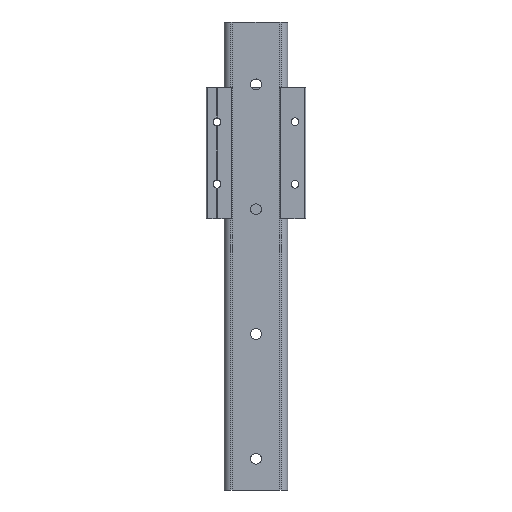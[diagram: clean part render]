
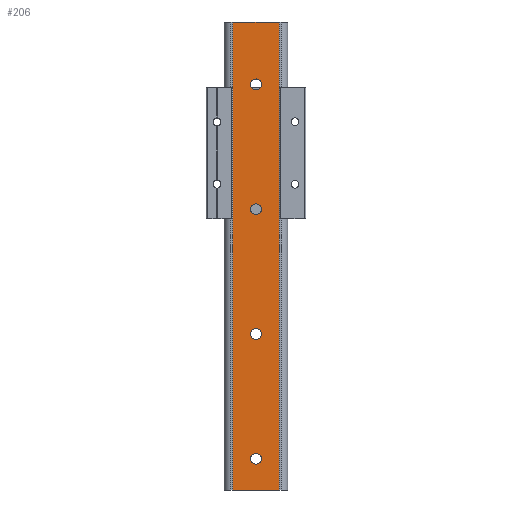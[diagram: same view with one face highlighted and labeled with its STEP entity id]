
A CAD part, front view. The second image highlights one B-rep face of the part: STEP entity #206.
In plain terms, the highlighted planar face has unit normal (0, -1, 0).
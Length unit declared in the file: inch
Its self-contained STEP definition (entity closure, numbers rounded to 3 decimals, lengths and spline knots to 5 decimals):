
#1 = CIRCLE ( 'NONE', #1521, 0.0689 ) ;
#45 = VERTEX_POINT ( 'NONE', #3354 ) ;
#152 = CARTESIAN_POINT ( 'NONE',  ( -0.29079, 0., -5.9055 ) ) ;
#206 = ADVANCED_FACE ( 'NONE', ( #3744, #7137, #7177, #5467, #4195 ), #1831, .T. ) ;
#222 = VECTOR ( 'NONE', #1793, 39.37008 ) ;
#288 = EDGE_CURVE ( 'NONE', #6830, #45, #6319, .T. ) ;
#384 = EDGE_CURVE ( 'NONE', #4985, #3775, #1, .T. ) ;
#424 = DIRECTION ( 'NONE',  ( 0., 0., 1. ) ) ;
#443 = CARTESIAN_POINT ( 'NONE',  ( 0., 0., -3.93701 ) ) ;
#460 = CIRCLE ( 'NONE', #5570, 0.0689 ) ;
#482 = DIRECTION ( 'NONE',  ( 0., 0., 1. ) ) ;
#492 = CARTESIAN_POINT ( 'NONE',  ( 0., 0., -2.36221 ) ) ;
#512 = VECTOR ( 'NONE', #424, 39.37008 ) ;
#613 = VERTEX_POINT ( 'NONE', #6309 ) ;
#630 = EDGE_CURVE ( 'NONE', #3775, #4985, #3650, .T. ) ;
#712 = CARTESIAN_POINT ( 'NONE',  ( 0., 0., -3.86811 ) ) ;
#765 = EDGE_CURVE ( 'NONE', #1472, #7118, #5494, .T. ) ;
#792 = CIRCLE ( 'NONE', #1806, 0.0689 ) ;
#833 = EDGE_CURVE ( 'NONE', #2339, #6096, #4015, .T. ) ;
#917 = DIRECTION ( 'NONE',  ( 0., 1., 0. ) ) ;
#1066 = ORIENTED_EDGE ( 'NONE', *, *, #384, .T. ) ;
#1139 = CARTESIAN_POINT ( 'NONE',  ( 0., 0., -0.7874 ) ) ;
#1283 = AXIS2_PLACEMENT_3D ( 'NONE', #152, #2567, #7258 ) ;
#1472 = VERTEX_POINT ( 'NONE', #6356 ) ;
#1474 = CARTESIAN_POINT ( 'NONE',  ( 0., 0., -5.44291 ) ) ;
#1491 = EDGE_LOOP ( 'NONE', ( #5670, #1066 ) ) ;
#1521 = AXIS2_PLACEMENT_3D ( 'NONE', #6912, #1746, #7617 ) ;
#1590 = EDGE_CURVE ( 'NONE', #45, #6096, #4873, .T. ) ;
#1687 = VECTOR ( 'NONE', #6074, 39.37008 ) ;
#1746 = DIRECTION ( 'NONE',  ( 0., 1., 0. ) ) ;
#1786 = DIRECTION ( 'NONE',  ( 0., 0., 1. ) ) ;
#1793 = DIRECTION ( 'NONE',  ( 1., 0., 0. ) ) ;
#1806 = AXIS2_PLACEMENT_3D ( 'NONE', #5486, #6180, #7239 ) ;
#1831 = PLANE ( 'NONE',  #1283 ) ;
#1883 = ORIENTED_EDGE ( 'NONE', *, *, #1590, .F. ) ;
#1899 = DIRECTION ( 'NONE',  ( 0., 0., 1. ) ) ;
#2339 = VERTEX_POINT ( 'NONE', #5187 ) ;
#2475 = CIRCLE ( 'NONE', #7188, 0.0689 ) ;
#2567 = DIRECTION ( 'NONE',  ( 0., -1., 0. ) ) ;
#2727 = CARTESIAN_POINT ( 'NONE',  ( -0.29079, 0., -5.9055 ) ) ;
#2760 = AXIS2_PLACEMENT_3D ( 'NONE', #7694, #3771, #1899 ) ;
#2792 = EDGE_CURVE ( 'NONE', #6448, #6628, #792, .T. ) ;
#3032 = DIRECTION ( 'NONE',  ( 0., 1., 0. ) ) ;
#3158 = AXIS2_PLACEMENT_3D ( 'NONE', #492, #5250, #7610 ) ;
#3354 = CARTESIAN_POINT ( 'NONE',  ( -0.29079, 0., 0. ) ) ;
#3527 = CARTESIAN_POINT ( 'NONE',  ( 0., 0., -2.4311 ) ) ;
#3650 = CIRCLE ( 'NONE', #3158, 0.0689 ) ;
#3733 = CARTESIAN_POINT ( 'NONE',  ( -0.29079, 0., 0. ) ) ;
#3734 = EDGE_CURVE ( 'NONE', #613, #6710, #6483, .T. ) ;
#3744 = FACE_BOUND ( 'NONE', #5373, .T. ) ;
#3760 = ORIENTED_EDGE ( 'NONE', *, *, #833, .T. ) ;
#3771 = DIRECTION ( 'NONE',  ( 0., 1., 0. ) ) ;
#3775 = VERTEX_POINT ( 'NONE', #7291 ) ;
#3782 = AXIS2_PLACEMENT_3D ( 'NONE', #6332, #917, #5659 ) ;
#3802 = CARTESIAN_POINT ( 'NONE',  ( 0., 0., -0.7185 ) ) ;
#3856 = ORIENTED_EDGE ( 'NONE', *, *, #6276, .T. ) ;
#4015 = LINE ( 'NONE', #5887, #5005 ) ;
#4061 = DIRECTION ( 'NONE',  ( 0., 1., 0. ) ) ;
#4195 = FACE_OUTER_BOUND ( 'NONE', #4257, .T. ) ;
#4257 = EDGE_LOOP ( 'NONE', ( #1883, #7337, #3856, #3760 ) ) ;
#4511 = DIRECTION ( 'NONE',  ( 0., 1., 0. ) ) ;
#4539 = ORIENTED_EDGE ( 'NONE', *, *, #7158, .T. ) ;
#4672 = EDGE_CURVE ( 'NONE', #6710, #613, #6026, .T. ) ;
#4873 = LINE ( 'NONE', #3733, #1687 ) ;
#4891 = LINE ( 'NONE', #6048, #222 ) ;
#4920 = ORIENTED_EDGE ( 'NONE', *, *, #6178, .T. ) ;
#4985 = VERTEX_POINT ( 'NONE', #3527 ) ;
#5005 = VECTOR ( 'NONE', #1786, 39.37008 ) ;
#5187 = CARTESIAN_POINT ( 'NONE',  ( 0.29079, 0., -5.9055 ) ) ;
#5216 = CARTESIAN_POINT ( 'NONE',  ( 0., 0., -4.00591 ) ) ;
#5250 = DIRECTION ( 'NONE',  ( 0., 1., 0. ) ) ;
#5373 = EDGE_LOOP ( 'NONE', ( #4539, #7459 ) ) ;
#5467 = FACE_BOUND ( 'NONE', #7381, .T. ) ;
#5486 = CARTESIAN_POINT ( 'NONE',  ( 0., 0., -3.93701 ) ) ;
#5494 = CIRCLE ( 'NONE', #3782, 0.0689 ) ;
#5570 = AXIS2_PLACEMENT_3D ( 'NONE', #5588, #4511, #7371 ) ;
#5588 = CARTESIAN_POINT ( 'NONE',  ( 0., 0., -5.51181 ) ) ;
#5659 = DIRECTION ( 'NONE',  ( 0., 0., 1. ) ) ;
#5670 = ORIENTED_EDGE ( 'NONE', *, *, #630, .T. ) ;
#5836 = ORIENTED_EDGE ( 'NONE', *, *, #4672, .T. ) ;
#5887 = CARTESIAN_POINT ( 'NONE',  ( 0.29079, 0., -5.9055 ) ) ;
#5889 = EDGE_LOOP ( 'NONE', ( #7170, #4920 ) ) ;
#6026 = CIRCLE ( 'NONE', #7394, 0.0689 ) ;
#6048 = CARTESIAN_POINT ( 'NONE',  ( -0.29079, 0., -5.9055 ) ) ;
#6074 = DIRECTION ( 'NONE',  ( 1., 0., 0. ) ) ;
#6096 = VERTEX_POINT ( 'NONE', #7453 ) ;
#6178 = EDGE_CURVE ( 'NONE', #6628, #6448, #2475, .T. ) ;
#6180 = DIRECTION ( 'NONE',  ( 0., 1., 0. ) ) ;
#6276 = EDGE_CURVE ( 'NONE', #6830, #2339, #4891, .T. ) ;
#6309 = CARTESIAN_POINT ( 'NONE',  ( 0., 0., -0.8563 ) ) ;
#6319 = LINE ( 'NONE', #7581, #512 ) ;
#6332 = CARTESIAN_POINT ( 'NONE',  ( 0., 0., -5.51181 ) ) ;
#6356 = CARTESIAN_POINT ( 'NONE',  ( 0., 0., -5.58071 ) ) ;
#6445 = DIRECTION ( 'NONE',  ( 0., 0., 1. ) ) ;
#6448 = VERTEX_POINT ( 'NONE', #712 ) ;
#6483 = CIRCLE ( 'NONE', #2760, 0.0689 ) ;
#6628 = VERTEX_POINT ( 'NONE', #5216 ) ;
#6710 = VERTEX_POINT ( 'NONE', #3802 ) ;
#6830 = VERTEX_POINT ( 'NONE', #2727 ) ;
#6912 = CARTESIAN_POINT ( 'NONE',  ( 0., 0., -2.36221 ) ) ;
#7044 = ORIENTED_EDGE ( 'NONE', *, *, #3734, .T. ) ;
#7118 = VERTEX_POINT ( 'NONE', #1474 ) ;
#7137 = FACE_BOUND ( 'NONE', #5889, .T. ) ;
#7158 = EDGE_CURVE ( 'NONE', #7118, #1472, #460, .T. ) ;
#7170 = ORIENTED_EDGE ( 'NONE', *, *, #2792, .T. ) ;
#7177 = FACE_BOUND ( 'NONE', #1491, .T. ) ;
#7188 = AXIS2_PLACEMENT_3D ( 'NONE', #443, #4061, #482 ) ;
#7239 = DIRECTION ( 'NONE',  ( 0., 0., 1. ) ) ;
#7258 = DIRECTION ( 'NONE',  ( 0., 0., -1. ) ) ;
#7291 = CARTESIAN_POINT ( 'NONE',  ( 0., 0., -2.29331 ) ) ;
#7337 = ORIENTED_EDGE ( 'NONE', *, *, #288, .F. ) ;
#7371 = DIRECTION ( 'NONE',  ( 0., 0., 1. ) ) ;
#7381 = EDGE_LOOP ( 'NONE', ( #5836, #7044 ) ) ;
#7394 = AXIS2_PLACEMENT_3D ( 'NONE', #1139, #3032, #6445 ) ;
#7453 = CARTESIAN_POINT ( 'NONE',  ( 0.29079, 0., 0. ) ) ;
#7459 = ORIENTED_EDGE ( 'NONE', *, *, #765, .T. ) ;
#7581 = CARTESIAN_POINT ( 'NONE',  ( -0.29079, 0., -5.9055 ) ) ;
#7610 = DIRECTION ( 'NONE',  ( 0., 0., 1. ) ) ;
#7617 = DIRECTION ( 'NONE',  ( 0., 0., 1. ) ) ;
#7694 = CARTESIAN_POINT ( 'NONE',  ( 0., 0., -0.7874 ) ) ;
